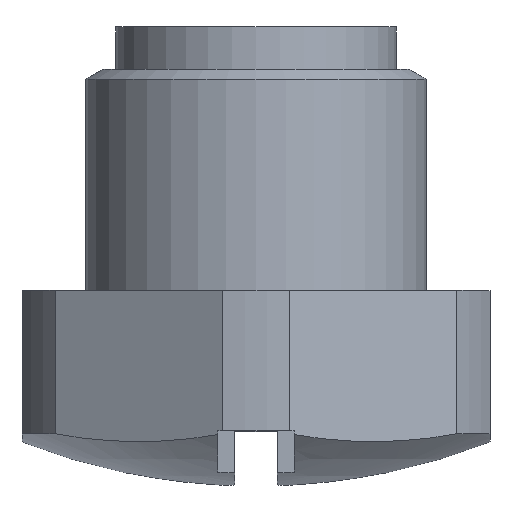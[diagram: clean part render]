
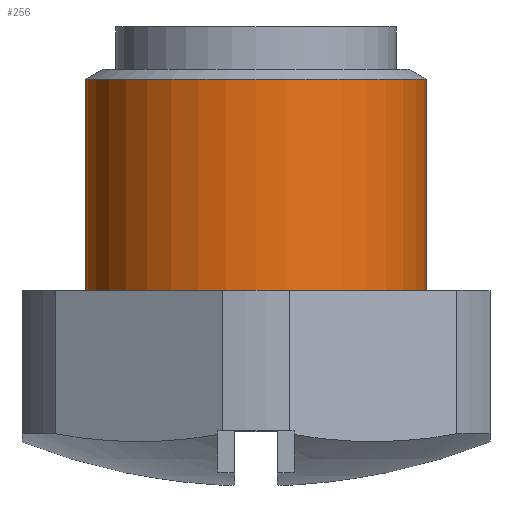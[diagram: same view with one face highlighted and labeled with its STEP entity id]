
A CAD part, top view. The second image highlights one B-rep face of the part: STEP entity #256.
In plain terms, the highlighted cylindrical face has radius 4 mm (diameter 8 mm), a full revolution.
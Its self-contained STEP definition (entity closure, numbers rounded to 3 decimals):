
#70=FACE_BOUND('',#350,.T.);
#71=FACE_BOUND('',#351,.T.);
#88=CYLINDRICAL_SURFACE('',#947,4.);
#256=ADVANCED_FACE('',(#70,#71),#88,.T.);
#350=EDGE_LOOP('',(#503));
#351=EDGE_LOOP('',(#504));
#503=ORIENTED_EDGE('',*,*,#810,.F.);
#504=ORIENTED_EDGE('',*,*,#773,.T.);
#686=VERTEX_POINT('',#1376);
#703=VERTEX_POINT('',#1439);
#773=EDGE_CURVE('',#686,#686,#880,.T.);
#810=EDGE_CURVE('',#703,#703,#881,.T.);
#880=CIRCLE('',#936,4.);
#881=CIRCLE('',#946,4.);
#936=AXIS2_PLACEMENT_3D('',#1375,#1090,#1091);
#946=AXIS2_PLACEMENT_3D('',#1438,#1146,#1147);
#947=AXIS2_PLACEMENT_3D('',#1440,#1148,#1149);
#1090=DIRECTION('',(0.,1.,0.));
#1091=DIRECTION('',(-1.,0.,0.));
#1146=DIRECTION('',(0.,1.,0.));
#1147=DIRECTION('',(-1.,0.,0.));
#1148=DIRECTION('',(0.,1.,0.));
#1149=DIRECTION('',(1.,0.,0.));
#1375=CARTESIAN_POINT('',(50.,54.575,0.));
#1376=CARTESIAN_POINT('',(46.,54.575,0.));
#1438=CARTESIAN_POINT('',(50.,59.544,0.));
#1439=CARTESIAN_POINT('',(46.,59.544,0.));
#1440=CARTESIAN_POINT('',(50.,60.775,0.));
